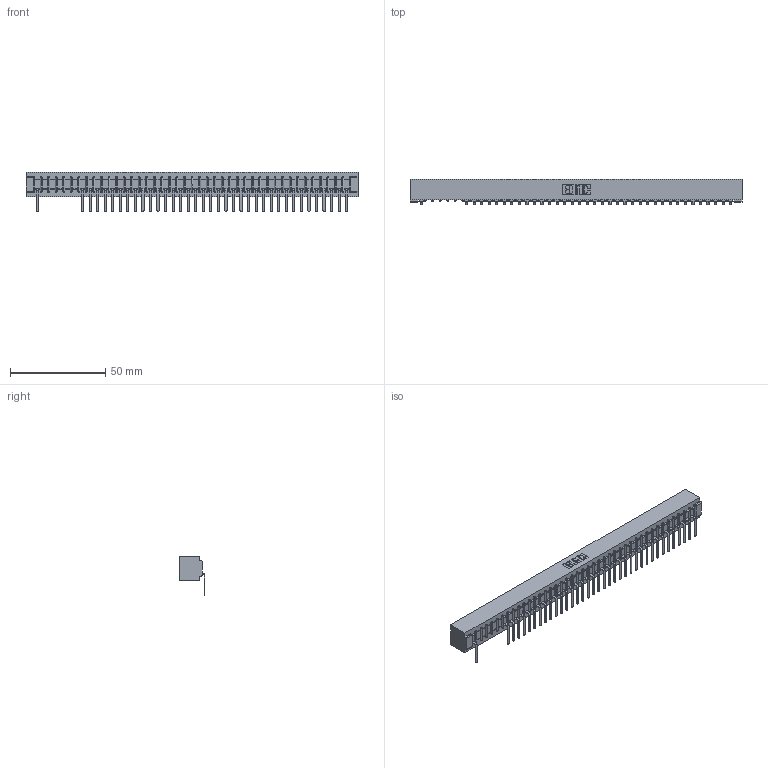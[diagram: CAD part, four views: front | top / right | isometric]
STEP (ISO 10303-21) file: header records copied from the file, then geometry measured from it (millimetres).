
FILE_DESCRIPTION (( 'STEP AP203' ), '1' );
FILE_NAME ('357-042-557-101.STEP', '2018-08-11T08:33:58', ( '' ), ( '' ), 'SwSTEP 2.0', 'SolidWorks 2016', '' );
FILE_SCHEMA (( 'CONFIG_CONTROL_DESIGN' ));
Length unit declared in the file: inch
Products named in the file (3): 357-042-557-101; 307 Part_No Mounting Lugs; 307-290-002_557
Assembly tree (38 placements, depth 2):
  357-042-557-101
    307 Part_No Mounting Lugs
    307-290-002_557  x37
Bounding box: 174.29 x 13.32 x 20.66 mm (x, y, z)
Volume: 19164.7 mm3; surface area: 24168.6 mm2
Topology: 38 solids, 38 shells, 3139 faces, 9647 edges, 6314 vertices
Faces by surface type: plane 1865, cylinder 1188, sphere 86
Entity records: 36422 total; most frequent: CARTESIAN_POINT 6167, ORIENTED_EDGE 6162, DIRECTION 5985, EDGE_CURVE 3081, VECTOR 2361, LINE 2361, VERTEX_POINT 1994, AXIS2_PLACEMENT_3D 1812
